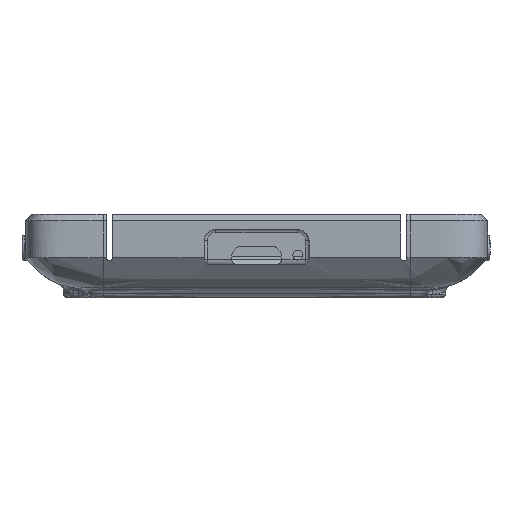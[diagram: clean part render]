
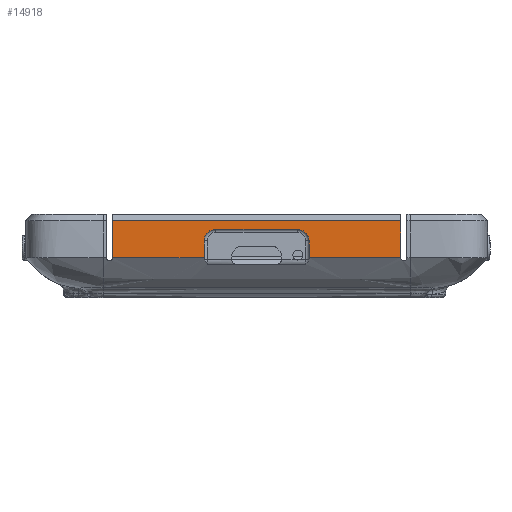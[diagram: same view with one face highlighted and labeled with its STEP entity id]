
A CAD part, front view. The second image highlights one B-rep face of the part: STEP entity #14918.
In plain terms, the highlighted planar face has unit normal (0, -1, 0).
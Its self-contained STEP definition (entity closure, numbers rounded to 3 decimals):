
#1535=FACE_OUTER_BOUND('',#2383,.T.);
#2383=EDGE_LOOP('',(#13096,#13097,#13098,#13099,#13100,#13101,#13102,#13103,
#13104,#13105));
#3284=LINE('',#27977,#4572);
#3288=LINE('',#28045,#4576);
#3664=LINE('',#38294,#4952);
#3665=LINE('',#38298,#4953);
#3666=LINE('',#38301,#4954);
#3667=LINE('',#38303,#4955);
#3668=LINE('',#38305,#4956);
#3669=LINE('',#38306,#4957);
#4572=VECTOR('',#18244,10.);
#4576=VECTOR('',#18252,10.);
#4952=VECTOR('',#19356,1.);
#4953=VECTOR('',#19359,1.);
#4954=VECTOR('',#19362,1.);
#4955=VECTOR('',#19363,1.);
#4956=VECTOR('',#19364,1.);
#4957=VECTOR('',#19365,1.);
#5613=CIRCLE('',#16069,1.85);
#5614=CIRCLE('',#16070,1.85);
#6535=VERTEX_POINT('',#27920);
#6536=VERTEX_POINT('',#27976);
#6545=VERTEX_POINT('',#28036);
#6546=VERTEX_POINT('',#28044);
#6999=VERTEX_POINT('',#38293);
#7000=VERTEX_POINT('',#38295);
#7001=VERTEX_POINT('',#38297);
#7002=VERTEX_POINT('',#38299);
#7003=VERTEX_POINT('',#38302);
#7004=VERTEX_POINT('',#38304);
#8369=EDGE_CURVE('',#6536,#6535,#3284,.F.);
#8379=EDGE_CURVE('',#6546,#6545,#3288,.F.);
#9098=EDGE_CURVE('',#6545,#6999,#3664,.T.);
#9099=EDGE_CURVE('',#6999,#7000,#5613,.F.);
#9100=EDGE_CURVE('',#7000,#7001,#3665,.F.);
#9101=EDGE_CURVE('',#7001,#7002,#5614,.F.);
#9102=EDGE_CURVE('',#7002,#6536,#3666,.F.);
#9103=EDGE_CURVE('',#6535,#7003,#3667,.T.);
#9104=EDGE_CURVE('',#7004,#7003,#3668,.F.);
#9105=EDGE_CURVE('',#6546,#7004,#3669,.T.);
#13096=ORIENTED_EDGE('',*,*,#8379,.T.);
#13097=ORIENTED_EDGE('',*,*,#9098,.T.);
#13098=ORIENTED_EDGE('',*,*,#9099,.T.);
#13099=ORIENTED_EDGE('',*,*,#9100,.T.);
#13100=ORIENTED_EDGE('',*,*,#9101,.T.);
#13101=ORIENTED_EDGE('',*,*,#9102,.T.);
#13102=ORIENTED_EDGE('',*,*,#8369,.T.);
#13103=ORIENTED_EDGE('',*,*,#9103,.T.);
#13104=ORIENTED_EDGE('',*,*,#9104,.F.);
#13105=ORIENTED_EDGE('',*,*,#9105,.F.);
#14191=PLANE('',#16068);
#14918=ADVANCED_FACE('',(#1535),#14191,.T.);
#16068=AXIS2_PLACEMENT_3D('',#38292,#19354,#19355);
#16069=AXIS2_PLACEMENT_3D('',#38296,#19357,#19358);
#16070=AXIS2_PLACEMENT_3D('',#38300,#19360,#19361);
#18244=DIRECTION('',(-1.,0.,0.));
#18252=DIRECTION('',(-1.,0.,0.));
#19354=DIRECTION('center_axis',(0.,-1.,0.));
#19355=DIRECTION('ref_axis',(1.,0.,0.));
#19356=DIRECTION('',(0.,0.,1.));
#19357=DIRECTION('center_axis',(0.,-1.,0.));
#19358=DIRECTION('ref_axis',(0.,0.,1.));
#19359=DIRECTION('',(-1.,0.,0.));
#19360=DIRECTION('center_axis',(0.,-1.,0.));
#19361=DIRECTION('ref_axis',(0.,0.,1.));
#19362=DIRECTION('',(0.,0.,1.));
#19363=DIRECTION('',(0.,0.,1.));
#19364=DIRECTION('',(-1.,0.,0.));
#19365=DIRECTION('',(0.,0.,1.));
#27920=CARTESIAN_POINT('',(23.075,-143.65,-7.4));
#27976=CARTESIAN_POINT('',(8.4,-143.65,-7.4));
#27977=CARTESIAN_POINT('',(23.075,-143.65,-7.4));
#28036=CARTESIAN_POINT('',(-8.4,-143.65,-7.4));
#28044=CARTESIAN_POINT('',(-23.075,-143.65,-7.4));
#28045=CARTESIAN_POINT('',(-8.4,-143.65,-7.4));
#38292=CARTESIAN_POINT('Origin',(-24.575,-143.65,-2.));
#38293=CARTESIAN_POINT('',(-8.4,-143.65,-4.73));
#38294=CARTESIAN_POINT('',(-8.4,-143.65,-6.065));
#38295=CARTESIAN_POINT('',(-6.55,-143.65,-2.88));
#38296=CARTESIAN_POINT('Origin',(-6.55,-143.65,-4.73));
#38297=CARTESIAN_POINT('',(6.55,-143.65,-2.88));
#38298=CARTESIAN_POINT('',(0.,-143.65,-2.88));
#38299=CARTESIAN_POINT('',(8.4,-143.65,-4.73));
#38300=CARTESIAN_POINT('Origin',(6.55,-143.65,-4.73));
#38301=CARTESIAN_POINT('',(8.4,-143.65,-6.065));
#38302=CARTESIAN_POINT('',(23.075,-143.65,-1.5));
#38303=CARTESIAN_POINT('',(23.075,-143.65,-4.45));
#38304=CARTESIAN_POINT('',(-23.075,-143.65,-1.5));
#38305=CARTESIAN_POINT('',(0.,-143.65,-1.5));
#38306=CARTESIAN_POINT('',(-23.075,-143.65,-4.45));
